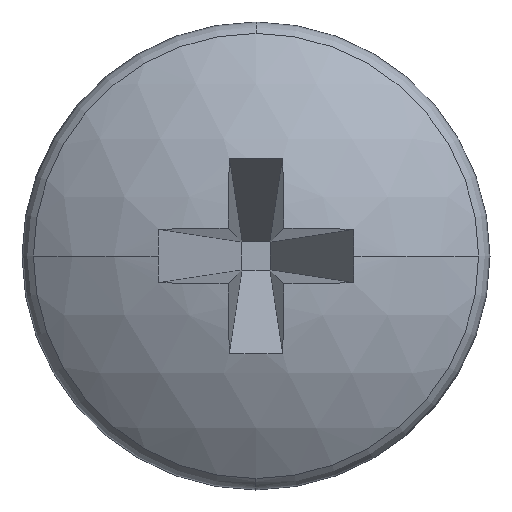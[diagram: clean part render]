
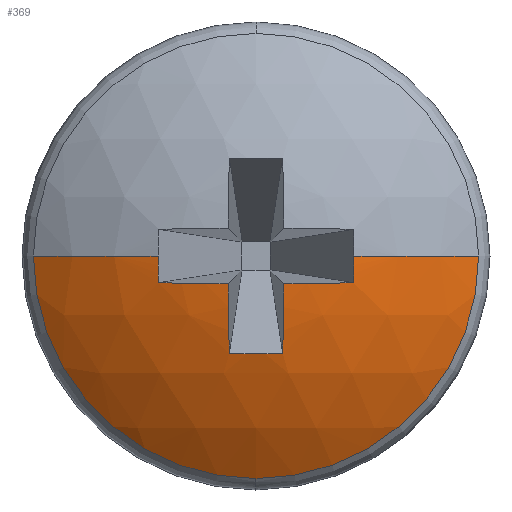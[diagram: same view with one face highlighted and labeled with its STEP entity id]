
A CAD part, left-side view. The second image highlights one B-rep face of the part: STEP entity #369.
In plain terms, the highlighted spherical face has radius 3.2 mm.
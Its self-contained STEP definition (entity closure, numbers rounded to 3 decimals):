
#5 = CARTESIAN_POINT ( 'NONE',  ( 2.64, 0.843, 0. ) ) ;
#8 = CARTESIAN_POINT ( 'NONE',  ( 3.2, 0., 0. ) ) ;
#14 = VERTEX_POINT ( 'NONE', #605 ) ;
#21 = CIRCLE ( 'NONE', #530, 3.199 ) ;
#27 = ORIENTED_EDGE ( 'NONE', *, *, #325, .F. ) ;
#28 = CIRCLE ( 'NONE', #451, 3.2 ) ;
#47 = CIRCLE ( 'NONE', #659, 3.199 ) ;
#48 = ORIENTED_EDGE ( 'NONE', *, *, #226, .F. ) ;
#67 = CIRCLE ( 'NONE', #194, 3.2 ) ;
#70 = DIRECTION ( 'NONE',  ( 0.553, 0., -0.833 ) ) ;
#84 = VERTEX_POINT ( 'NONE', #575 ) ;
#120 = ORIENTED_EDGE ( 'NONE', *, *, #649, .T. ) ;
#121 = CARTESIAN_POINT ( 'NONE',  ( 2.64, 0., 0.843 ) ) ;
#122 = DIRECTION ( 'NONE',  ( 0.995, 0., 0.1 ) ) ;
#123 = VERTEX_POINT ( 'NONE', #421 ) ;
#135 = CARTESIAN_POINT ( 'NONE',  ( 0.111, -0.836, 0. ) ) ;
#139 = EDGE_CURVE ( 'NONE', #123, #322, #28, .T. ) ;
#153 = CARTESIAN_POINT ( 'NONE',  ( 3.2, 0., 0. ) ) ;
#155 = AXIS2_PLACEMENT_3D ( 'NONE', #5, #283, #224 ) ;
#159 = CARTESIAN_POINT ( 'NONE',  ( 0.627, 0., 0. ) ) ;
#163 = SPHERICAL_SURFACE ( 'NONE', #312, 3.2 ) ;
#183 = CARTESIAN_POINT ( 'NONE',  ( 3.2, 0., 0. ) ) ;
#192 = CARTESIAN_POINT ( 'NONE',  ( 0.627, 1.903, 0. ) ) ;
#194 = AXIS2_PLACEMENT_3D ( 'NONE', #8, #392, #543 ) ;
#200 = DIRECTION ( 'NONE',  ( -1., 0., 0. ) ) ;
#224 = DIRECTION ( 'NONE',  ( 0.833, 0.553, 0. ) ) ;
#226 = EDGE_CURVE ( 'NONE', #513, #470, #47, .T. ) ;
#230 = AXIS2_PLACEMENT_3D ( 'NONE', #121, #70, #616 ) ;
#240 = CARTESIAN_POINT ( 'NONE',  ( 3.192, 0.082, 0. ) ) ;
#244 = DIRECTION ( 'NONE',  ( -0.1, -0.995, 0. ) ) ;
#245 = DIRECTION ( 'NONE',  ( 0., 1., 0. ) ) ;
#252 = DIRECTION ( 'NONE',  ( 0.995, 0., 0.1 ) ) ;
#256 = DIRECTION ( 'NONE',  ( 0., 1., 0. ) ) ;
#262 = ORIENTED_EDGE ( 'NONE', *, *, #692, .T. ) ;
#274 = AXIS2_PLACEMENT_3D ( 'NONE', #313, #200, #409 ) ;
#279 = CIRCLE ( 'NONE', #274, 1.903 ) ;
#283 = DIRECTION ( 'NONE',  ( 0.553, -0.833, 0. ) ) ;
#290 = CARTESIAN_POINT ( 'NONE',  ( 0.118, -0.228, -0.831 ) ) ;
#292 = CARTESIAN_POINT ( 'NONE',  ( 0.627, 0., -1.903 ) ) ;
#294 = DIRECTION ( 'NONE',  ( 0.995, -0.1, 0. ) ) ;
#298 = EDGE_CURVE ( 'NONE', #471, #14, #611, .T. ) ;
#301 = CIRCLE ( 'NONE', #647, 1.903 ) ;
#312 = AXIS2_PLACEMENT_3D ( 'NONE', #183, #563, #245 ) ;
#313 = CARTESIAN_POINT ( 'NONE',  ( 0.627, 0., 0. ) ) ;
#320 = EDGE_LOOP ( 'NONE', ( #664, #412, #328, #120, #27, #48, #262, #544, #578, #572, #429 ) ) ;
#322 = VERTEX_POINT ( 'NONE', #135 ) ;
#325 = EDGE_CURVE ( 'NONE', #470, #492, #21, .T. ) ;
#328 = ORIENTED_EDGE ( 'NONE', *, *, #139, .T. ) ;
#347 = VERTEX_POINT ( 'NONE', #192 ) ;
#356 = VERTEX_POINT ( 'NONE', #458 ) ;
#369 = ADVANCED_FACE ( 'NONE', ( #378 ), #163, .T. ) ;
#375 = DIRECTION ( 'NONE',  ( -0.833, 0.553, 0. ) ) ;
#378 = FACE_OUTER_BOUND ( 'NONE', #320, .T. ) ;
#380 = CARTESIAN_POINT ( 'NONE',  ( 2.64, -0.843, 0. ) ) ;
#384 = AXIS2_PLACEMENT_3D ( 'NONE', #512, #244, #294 ) ;
#392 = DIRECTION ( 'NONE',  ( 0., 0., 1. ) ) ;
#405 = DIRECTION ( 'NONE',  ( -0.1, 0.995, 0. ) ) ;
#409 = DIRECTION ( 'NONE',  ( 0., 0., 1. ) ) ;
#412 = ORIENTED_EDGE ( 'NONE', *, *, #620, .T. ) ;
#418 = AXIS2_PLACEMENT_3D ( 'NONE', #380, #657, #375 ) ;
#421 = CARTESIAN_POINT ( 'NONE',  ( 0.627, -1.903, 0. ) ) ;
#429 = ORIENTED_EDGE ( 'NONE', *, *, #702, .F. ) ;
#448 = CARTESIAN_POINT ( 'NONE',  ( 3.192, 0., 0.082 ) ) ;
#451 = AXIS2_PLACEMENT_3D ( 'NONE', #153, #655, #256 ) ;
#456 = EDGE_CURVE ( 'NONE', #347, #509, #279, .T. ) ;
#458 = CARTESIAN_POINT ( 'NONE',  ( 0.118, 0.831, -0.228 ) ) ;
#461 = DIRECTION ( 'NONE',  ( -0.1, 0., 0.995 ) ) ;
#469 = CARTESIAN_POINT ( 'NONE',  ( 0.018, -0.238, -0.238 ) ) ;
#470 = VERTEX_POINT ( 'NONE', #469 ) ;
#471 = VERTEX_POINT ( 'NONE', #522 ) ;
#489 = CIRCLE ( 'NONE', #564, 3.199 ) ;
#492 = VERTEX_POINT ( 'NONE', #555 ) ;
#509 = VERTEX_POINT ( 'NONE', #292 ) ;
#510 = DIRECTION ( 'NONE',  ( -0.995, -0.1, 0. ) ) ;
#512 = CARTESIAN_POINT ( 'NONE',  ( 3.192, -0.082, 0. ) ) ;
#513 = VERTEX_POINT ( 'NONE', #290 ) ;
#519 = CARTESIAN_POINT ( 'NONE',  ( 3.192, 0., 0.082 ) ) ;
#522 = CARTESIAN_POINT ( 'NONE',  ( 0.018, 0.238, -0.238 ) ) ;
#530 = AXIS2_PLACEMENT_3D ( 'NONE', #519, #461, #252 ) ;
#534 = CIRCLE ( 'NONE', #230, 3.036 ) ;
#535 = EDGE_CURVE ( 'NONE', #356, #471, #489, .T. ) ;
#543 = DIRECTION ( 'NONE',  ( 1., 0., 0. ) ) ;
#544 = ORIENTED_EDGE ( 'NONE', *, *, #298, .F. ) ;
#545 = CIRCLE ( 'NONE', #155, 3.036 ) ;
#555 = CARTESIAN_POINT ( 'NONE',  ( 0.118, -0.831, -0.228 ) ) ;
#556 = DIRECTION ( 'NONE',  ( -0.1, 0., 0.995 ) ) ;
#563 = DIRECTION ( 'NONE',  ( 0., 0., -1. ) ) ;
#564 = AXIS2_PLACEMENT_3D ( 'NONE', #448, #556, #122 ) ;
#572 = ORIENTED_EDGE ( 'NONE', *, *, #579, .T. ) ;
#575 = CARTESIAN_POINT ( 'NONE',  ( 0.111, 0.836, 0. ) ) ;
#578 = ORIENTED_EDGE ( 'NONE', *, *, #535, .F. ) ;
#579 = EDGE_CURVE ( 'NONE', #356, #84, #666, .T. ) ;
#599 = DIRECTION ( 'NONE',  ( 0., 0., 1. ) ) ;
#605 = CARTESIAN_POINT ( 'NONE',  ( 0.118, 0.228, -0.831 ) ) ;
#611 = CIRCLE ( 'NONE', #384, 3.199 ) ;
#616 = DIRECTION ( 'NONE',  ( -0.833, 0., -0.553 ) ) ;
#620 = EDGE_CURVE ( 'NONE', #509, #123, #301, .T. ) ;
#647 = AXIS2_PLACEMENT_3D ( 'NONE', #159, #711, #599 ) ;
#649 = EDGE_CURVE ( 'NONE', #322, #492, #545, .T. ) ;
#655 = DIRECTION ( 'NONE',  ( 0., 0., -1. ) ) ;
#657 = DIRECTION ( 'NONE',  ( 0.553, 0.833, 0. ) ) ;
#659 = AXIS2_PLACEMENT_3D ( 'NONE', #240, #405, #510 ) ;
#664 = ORIENTED_EDGE ( 'NONE', *, *, #456, .T. ) ;
#666 = CIRCLE ( 'NONE', #418, 3.036 ) ;
#692 = EDGE_CURVE ( 'NONE', #513, #14, #534, .T. ) ;
#702 = EDGE_CURVE ( 'NONE', #347, #84, #67, .T. ) ;
#711 = DIRECTION ( 'NONE',  ( -1., 0., 0. ) ) ;
